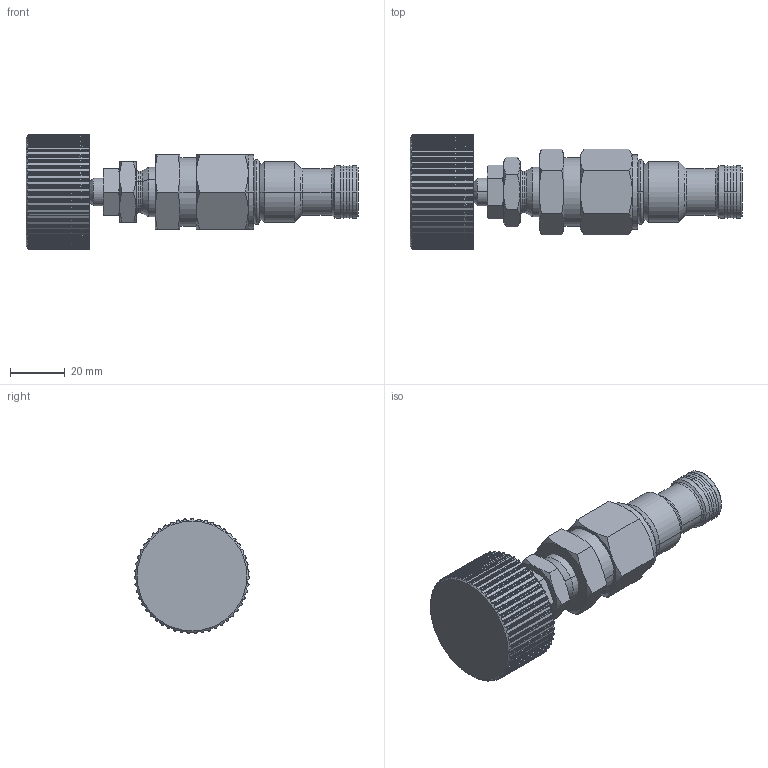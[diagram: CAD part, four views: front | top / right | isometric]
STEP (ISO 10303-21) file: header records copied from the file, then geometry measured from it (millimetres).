
FILE_DESCRIPTION (( 'STEP AP214' ), '1' );
FILE_NAME ('508.022B_Kunde.STEP', '2017-03-15T12:46:10', ( 'User' ), ( '' ), 'SwSTEP 2.0', 'SolidWorks 2016', '' );
FILE_SCHEMA (( 'AUTOMOTIVE_DESIGN' ));
Length unit declared in the file: millimetre
Products named in the file (1): 508.022B_Kunde
Bounding box: 121 x 41.99 x 41.97 mm (x, y, z)
Volume: 84984.6 mm3; surface area: 23899.4 mm2
Topology: 10 solids, 10 shells, 763 faces, 2079 edges, 1341 vertices
Faces by surface type: cylinder 403, plane 242, cone 92, torus 26
Entity records: 26121 total; most frequent: CARTESIAN_POINT 7236, ORIENTED_EDGE 4158, DIRECTION 3645, EDGE_CURVE 2079, AXIS2_PLACEMENT_3D 1393, VERTEX_POINT 1341, VECTOR 859, LINE 859
